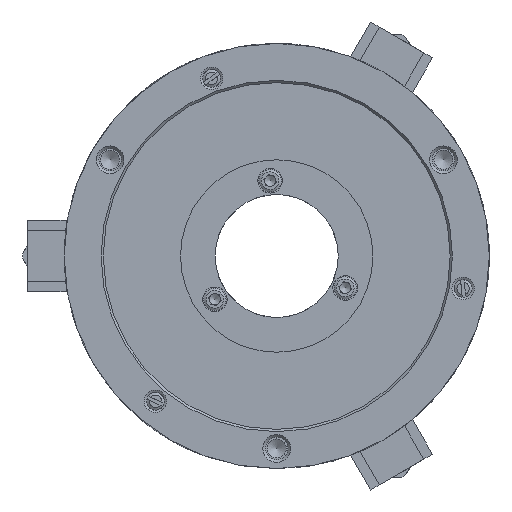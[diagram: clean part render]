
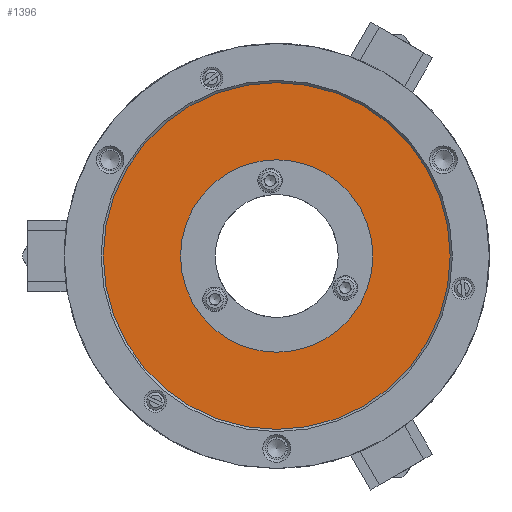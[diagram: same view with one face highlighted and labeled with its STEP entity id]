
A CAD part, left-side view. The second image highlights one B-rep face of the part: STEP entity #1396.
In plain terms, the highlighted planar face has unit normal (-1, 0, 0).
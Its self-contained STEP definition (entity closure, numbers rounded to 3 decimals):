
#1396 = ADVANCED_FACE( '', ( #3471, #3472 ), #3473, .T. );
#3471 = FACE_BOUND( '', #6351, .T. );
#3472 = FACE_OUTER_BOUND( '', #6352, .T. );
#3473 = PLANE( '', #6353 );
#6351 = EDGE_LOOP( '', ( #10637 ) );
#6352 = EDGE_LOOP( '', ( #10638 ) );
#6353 = AXIS2_PLACEMENT_3D( '', #10639, #10640, #10641 );
#10637 = ORIENTED_EDGE( '', *, *, #17212, .T. );
#10638 = ORIENTED_EDGE( '', *, *, #17213, .F. );
#10639 = CARTESIAN_POINT( '', ( -70., 21.5, -37.239 ) );
#10640 = DIRECTION( '', ( -1., 0., 0. ) );
#10641 = DIRECTION( '', ( 0., 0., 1. ) );
#17212 = EDGE_CURVE( '', #21005, #21005, #21006, .T. );
#17213 = EDGE_CURVE( '', #21007, #21007, #21008, .T. );
#21005 = VERTEX_POINT( '', #26747 );
#21006 = CIRCLE( '', #26748, 43. );
#21007 = VERTEX_POINT( '', #26749 );
#21008 = CIRCLE( '', #26750, 77.5 );
#26747 = CARTESIAN_POINT( '', ( -70., 0., -43. ) );
#26748 = AXIS2_PLACEMENT_3D( '', #32275, #32276, #32277 );
#26749 = CARTESIAN_POINT( '', ( -70., 0., -77.5 ) );
#26750 = AXIS2_PLACEMENT_3D( '', #32278, #32279, #32280 );
#32275 = CARTESIAN_POINT( '', ( -70., 0., 0. ) );
#32276 = DIRECTION( '', ( 1., 0., 0. ) );
#32277 = DIRECTION( '', ( 0., 0., -1. ) );
#32278 = CARTESIAN_POINT( '', ( -70., 0., 0. ) );
#32279 = DIRECTION( '', ( 1., 0., 0. ) );
#32280 = DIRECTION( '', ( 0., 0., -1. ) );
